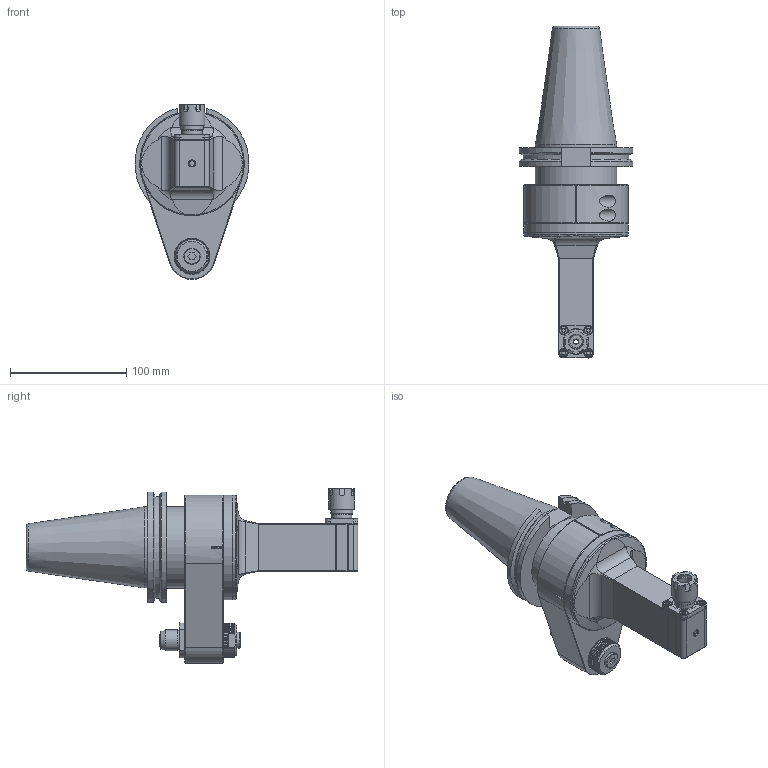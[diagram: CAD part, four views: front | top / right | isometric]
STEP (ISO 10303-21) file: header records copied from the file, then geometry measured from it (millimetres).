
FILE_DESCRIPTION(/* description */ (''),/* implementation_level */ '2;1');
FILE_NAME(/* name */ '9.G90.07000-17C50.stp',/* time_stamp */ '2025-08-15T08:38:53-04:00',/* author */ ('jkrenzer'),/* organization */ (''),/* preprocessor_version */ 'ST-DEVELOPER v18.1',/* originating_system */ 'Autodesk Inventor 2022',/* authorisation */ '');
FILE_SCHEMA (('AUTOMOTIVE_DESIGN { 1 0 10303 214 3 1 1 }'));
Products named in the file (3): 9.G90.07000-17C50; G90-7; 9_GA1_458_1   (Classic, Type 1, Cat50, 80mm)
Assembly tree (2 placements, depth 2):
  9.G90.07000-17C50
    G90-7
    9_GA1_458_1   (Classic, Type 1, Cat50, 80mm)
Bounding box: 98.05 x 285.8 x 150.63 mm (x, y, z)
Volume: 786476.1 mm3; surface area: 164817.9 mm2
Topology: 5 solids, 7 shells, 1164 faces, 3224 edges, 2106 vertices
Faces by surface type: plane 668, cylinder 207, cone 167, bspline 54, torus 44, sphere 24
Full cylindrical faces by diameter (mm): 2.1 x2, 3.3 x3, 4 x5, 4.2 x7, 5 x5, 6 x5, 6.1 x1, 7 x7, 7.5 x4, 8.5 x2, 10 x6, 10.5 x3, 11 x1, 12 x1, 14 x2, 15 x2, 15.2 x1, 17 x2, 17.3 x1, 17.5 x1, 18 x5, 19 x4, 20.5 x2, 20.7 x1, 20.9 x1, 21.5 x1, 21.7 x1, 21.96 x1, 22 x2, 22.4 x1
Entity records: 40991 total; most frequent: CARTESIAN_POINT 11317, ORIENTED_EDGE 6317, DIRECTION 6016, EDGE_CURVE 3162, VERTEX_POINT 2106, AXIS2_PLACEMENT_3D 2094, LINE 1828, VECTOR 1828
